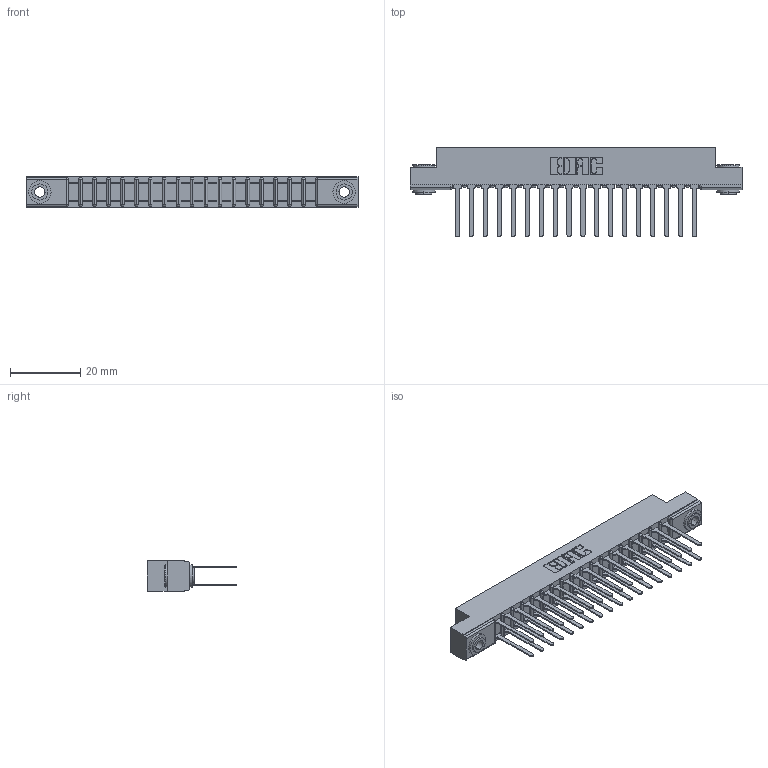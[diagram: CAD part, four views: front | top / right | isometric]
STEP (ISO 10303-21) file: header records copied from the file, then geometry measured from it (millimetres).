
FILE_DESCRIPTION (( 'STEP AP203' ), '1' );
FILE_NAME ('357-036-542-203.STEP', '2019-09-18T03:23:17', ( '' ), ( '' ), 'SwSTEP 2.0', 'SolidWorks 2016', '' );
FILE_SCHEMA (( 'CONFIG_CONTROL_DESIGN' ));
Length unit declared in the file: inch
Products named in the file (4): 345-250-002_345-250-002-102; 357-036-542-203; 307 Part_.156 Dia Mounting Holes; 307-290-001_542
Assembly tree (39 placements, depth 2):
  357-036-542-203
    307 Part_.156 Dia Mounting Holes
    307-290-001_542  x36
    345-250-002_345-250-002-102  x2
Bounding box: 94.34 x 25.43 x 8.71 mm (x, y, z)
Volume: 6309.8 mm3; surface area: 11949.2 mm2
Topology: 39 solids, 39 shells, 1845 faces, 5115 edges, 3306 vertices
Faces by surface type: plane 1210, cylinder 589, sphere 38, cone 8
Entity records: 19999 total; most frequent: CARTESIAN_POINT 3259, ORIENTED_EDGE 3218, DIRECTION 3217, EDGE_CURVE 1609, LINE 1217, VECTOR 1217, VERTEX_POINT 1042, AXIS2_PLACEMENT_3D 1000
